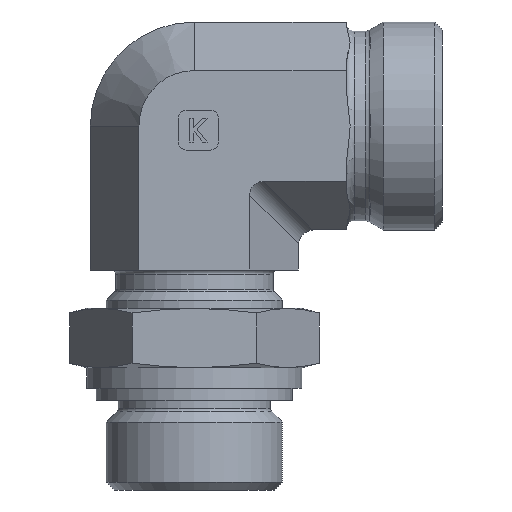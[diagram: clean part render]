
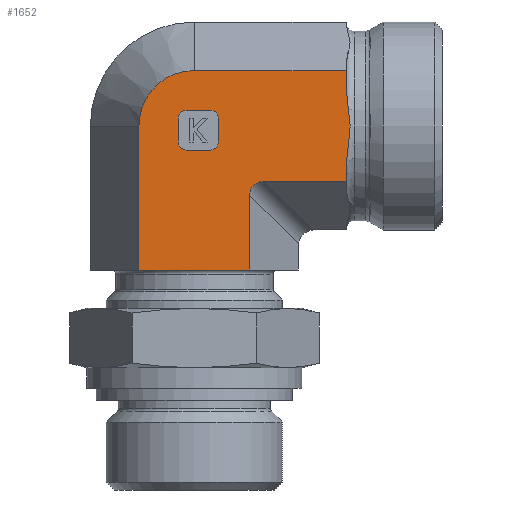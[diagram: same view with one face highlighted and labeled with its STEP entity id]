
A CAD part, left-side view. The second image highlights one B-rep face of the part: STEP entity #1652.
In plain terms, the highlighted planar face has unit normal (-1, 0, 0).
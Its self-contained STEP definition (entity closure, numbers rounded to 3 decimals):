
#534=CARTESIAN_POINT('',(-29.121,15.076,4.));
#535=VERTEX_POINT('',#534);
#536=CARTESIAN_POINT('',(-29.121,1.22,4.));
#537=VERTEX_POINT('',#536);
#538=CARTESIAN_POINT('',(-29.121,15.076,4.));
#539=DIRECTION('',(0.0,-1.0,0.0));
#540=VECTOR('',#539,13.856);
#541=LINE('',#538,#540);
#542=EDGE_CURVE('',#535,#537,#541,.T.);
#746=CARTESIAN_POINT('',(-29.121,15.076,22.));
#747=VERTEX_POINT('',#746);
#748=CARTESIAN_POINT('',(-29.121,15.076,4.));
#749=DIRECTION('',(0.0,0.0,1.0));
#750=VECTOR('',#749,18.0);
#751=LINE('',#748,#750);
#752=EDGE_CURVE('',#535,#747,#751,.T.);
#950=CARTESIAN_POINT('',(-29.121,-10.852,26.596));
#951=VERTEX_POINT('',#950);
#959=CARTESIAN_POINT('',(-29.121,-10.852,17.404));
#960=VERTEX_POINT('',#959);
#961=CARTESIAN_POINT('',(-29.121,-10.852,17.404));
#962=CARTESIAN_POINT('',(-29.121,-10.852,17.913));
#963=CARTESIAN_POINT('',(-29.121,-10.911,18.52));
#964=CARTESIAN_POINT('',(-29.121,-11.103,19.955));
#965=CARTESIAN_POINT('',(-29.121,-11.325,21.06));
#966=CARTESIAN_POINT('',(-29.121,-11.325,22.94));
#967=CARTESIAN_POINT('',(-29.121,-11.103,24.045));
#968=CARTESIAN_POINT('',(-29.121,-10.911,25.48));
#969=CARTESIAN_POINT('',(-29.121,-10.852,26.087));
#970=CARTESIAN_POINT('',(-29.121,-10.852,26.596));
#971=B_SPLINE_CURVE_WITH_KNOTS('',3,(#961,#962,#963,#964,#965,#966,#967,#968,#969,#970),.UNSPECIFIED.,.F.,.U.,(4,2,2,2,4),(0.949,1.101,1.383,1.665,1.818),.UNSPECIFIED.);
#972=EDGE_CURVE('',#960,#951,#971,.T.);
#1448=CARTESIAN_POINT('',(-29.121,8.148,28.928));
#1449=VERTEX_POINT('',#1448);
#1456=CARTESIAN_POINT('',(-29.121,-10.852,28.928));
#1457=VERTEX_POINT('',#1456);
#1458=CARTESIAN_POINT('',(-29.121,8.148,28.928));
#1459=DIRECTION('',(0.0,-1.0,0.0));
#1460=VECTOR('',#1459,19.0);
#1461=LINE('',#1458,#1460);
#1462=EDGE_CURVE('',#1449,#1457,#1461,.T.);
#1486=CARTESIAN_POINT('',(-29.121,-10.852,15.072));
#1487=VERTEX_POINT('',#1486);
#1494=CARTESIAN_POINT('',(-29.121,-0.512,15.072));
#1495=VERTEX_POINT('',#1494);
#1496=CARTESIAN_POINT('',(-29.121,-0.512,15.072));
#1497=DIRECTION('',(0.0,-1.0,0.0));
#1498=VECTOR('',#1497,10.34);
#1499=LINE('',#1496,#1498);
#1500=EDGE_CURVE('',#1495,#1487,#1499,.T.);
#1536=CARTESIAN_POINT('',(-29.121,1.22,0.0));
#1537=DIRECTION('',(-1.0,0.0,0.0));
#1538=DIRECTION('',(0.0,0.0,1.0));
#1539=AXIS2_PLACEMENT_3D('',#1536,#1537,#1538);
#1540=PLANE('',#1539);
#1541=ORIENTED_EDGE('',*,*,#542,.T.);
#1542=CARTESIAN_POINT('',(-29.121,1.22,13.34));
#1543=VERTEX_POINT('',#1542);
#1544=CARTESIAN_POINT('',(-29.121,1.22,4.));
#1545=DIRECTION('',(0.0,0.0,1.0));
#1546=VECTOR('',#1545,9.34);
#1547=LINE('',#1544,#1546);
#1548=EDGE_CURVE('',#537,#1543,#1547,.T.);
#1549=ORIENTED_EDGE('',*,*,#1548,.T.);
#1550=CARTESIAN_POINT('',(-29.121,-1.09,12.762));
#1551=DIRECTION('',(-1.0,0.,0.));
#1552=DIRECTION('',(0.,0.707,0.707));
#1553=AXIS2_PLACEMENT_3D('',#1550,#1551,#1552);
#1554=ELLIPSE('',#1553,2.582,2.0);
#1555=EDGE_CURVE('',#1495,#1543,#1554,.T.);
#1556=ORIENTED_EDGE('',*,*,#1555,.F.);
#1557=ORIENTED_EDGE('',*,*,#1500,.T.);
#1558=CARTESIAN_POINT('',(-29.121,-10.852,15.072));
#1559=DIRECTION('',(0.0,0.0,1.0));
#1560=VECTOR('',#1559,2.332);
#1561=LINE('',#1558,#1560);
#1562=EDGE_CURVE('',#1487,#960,#1561,.T.);
#1563=ORIENTED_EDGE('',*,*,#1562,.T.);
#1564=ORIENTED_EDGE('',*,*,#972,.T.);
#1565=CARTESIAN_POINT('',(-29.121,-10.852,26.596));
#1566=DIRECTION('',(0.0,0.0,1.0));
#1567=VECTOR('',#1566,2.332);
#1568=LINE('',#1565,#1567);
#1569=EDGE_CURVE('',#951,#1457,#1568,.T.);
#1570=ORIENTED_EDGE('',*,*,#1569,.T.);
#1571=ORIENTED_EDGE('',*,*,#1462,.F.);
#1572=CARTESIAN_POINT('',(-29.121,8.148,22.));
#1573=DIRECTION('',(-1.0,0.0,0.0));
#1574=DIRECTION('',(0.0,0.0,1.0));
#1575=AXIS2_PLACEMENT_3D('',#1572,#1573,#1574);
#1576=CIRCLE('',#1575,6.928);
#1577=EDGE_CURVE('',#1449,#747,#1576,.T.);
#1578=ORIENTED_EDGE('',*,*,#1577,.T.);
#1579=ORIENTED_EDGE('',*,*,#752,.F.);
#1580=EDGE_LOOP('',(#1541,#1549,#1556,#1557,#1563,#1564,#1570,#1571,#1578,#1579));
#1581=FACE_OUTER_BOUND('',#1580,.T.);
#1582=CARTESIAN_POINT('',(-29.121,6.148,19.));
#1583=VERTEX_POINT('',#1582);
#1584=CARTESIAN_POINT('',(-29.121,9.148,19.));
#1585=VERTEX_POINT('',#1584);
#1586=CARTESIAN_POINT('',(-29.121,6.148,19.));
#1587=DIRECTION('',(0.0,1.0,0.0));
#1588=VECTOR('',#1587,3.);
#1589=LINE('',#1586,#1588);
#1590=EDGE_CURVE('',#1583,#1585,#1589,.T.);
#1591=ORIENTED_EDGE('',*,*,#1590,.T.);
#1592=CARTESIAN_POINT('',(-29.121,10.148,20.));
#1593=VERTEX_POINT('',#1592);
#1594=CARTESIAN_POINT('',(-29.121,9.148,20.));
#1595=DIRECTION('',(-1.0,0.0,0.0));
#1596=DIRECTION('',(0.0,0.707,-0.707));
#1597=AXIS2_PLACEMENT_3D('',#1594,#1595,#1596);
#1598=CIRCLE('',#1597,1.0);
#1599=EDGE_CURVE('',#1593,#1585,#1598,.T.);
#1600=ORIENTED_EDGE('',*,*,#1599,.F.);
#1601=CARTESIAN_POINT('',(-29.121,10.148,23.));
#1602=VERTEX_POINT('',#1601);
#1603=CARTESIAN_POINT('',(-29.121,10.148,20.));
#1604=DIRECTION('',(0.0,0.0,1.0));
#1605=VECTOR('',#1604,3.);
#1606=LINE('',#1603,#1605);
#1607=EDGE_CURVE('',#1593,#1602,#1606,.T.);
#1608=ORIENTED_EDGE('',*,*,#1607,.T.);
#1609=CARTESIAN_POINT('',(-29.121,9.148,24.));
#1610=VERTEX_POINT('',#1609);
#1611=CARTESIAN_POINT('',(-29.121,9.148,23.));
#1612=DIRECTION('',(-1.0,0.0,0.0));
#1613=DIRECTION('',(0.0,0.707,0.707));
#1614=AXIS2_PLACEMENT_3D('',#1611,#1612,#1613);
#1615=CIRCLE('',#1614,1.0);
#1616=EDGE_CURVE('',#1610,#1602,#1615,.T.);
#1617=ORIENTED_EDGE('',*,*,#1616,.F.);
#1618=CARTESIAN_POINT('',(-29.121,6.148,24.));
#1619=VERTEX_POINT('',#1618);
#1620=CARTESIAN_POINT('',(-29.121,9.148,24.));
#1621=DIRECTION('',(0.0,-1.0,0.0));
#1622=VECTOR('',#1621,3.0);
#1623=LINE('',#1620,#1622);
#1624=EDGE_CURVE('',#1610,#1619,#1623,.T.);
#1625=ORIENTED_EDGE('',*,*,#1624,.T.);
#1626=CARTESIAN_POINT('',(-29.121,5.148,23.));
#1627=VERTEX_POINT('',#1626);
#1628=CARTESIAN_POINT('',(-29.121,6.148,23.));
#1629=DIRECTION('',(-1.0,0.0,0.0));
#1630=DIRECTION('',(0.0,-0.707,0.707));
#1631=AXIS2_PLACEMENT_3D('',#1628,#1629,#1630);
#1632=CIRCLE('',#1631,1.0);
#1633=EDGE_CURVE('',#1627,#1619,#1632,.T.);
#1634=ORIENTED_EDGE('',*,*,#1633,.F.);
#1635=CARTESIAN_POINT('',(-29.121,5.148,20.));
#1636=VERTEX_POINT('',#1635);
#1637=CARTESIAN_POINT('',(-29.121,5.148,23.));
#1638=DIRECTION('',(0.0,0.0,-1.0));
#1639=VECTOR('',#1638,3.);
#1640=LINE('',#1637,#1639);
#1641=EDGE_CURVE('',#1627,#1636,#1640,.T.);
#1642=ORIENTED_EDGE('',*,*,#1641,.T.);
#1643=CARTESIAN_POINT('',(-29.121,6.148,20.));
#1644=DIRECTION('',(-1.0,0.0,0.0));
#1645=DIRECTION('',(0.0,-0.707,-0.707));
#1646=AXIS2_PLACEMENT_3D('',#1643,#1644,#1645);
#1647=CIRCLE('',#1646,1.0);
#1648=EDGE_CURVE('',#1583,#1636,#1647,.T.);
#1649=ORIENTED_EDGE('',*,*,#1648,.F.);
#1650=EDGE_LOOP('',(#1591,#1600,#1608,#1617,#1625,#1634,#1642,#1649));
#1651=FACE_BOUND('',#1650,.T.);
#1652=ADVANCED_FACE('',(#1581,#1651),#1540,.T.);
